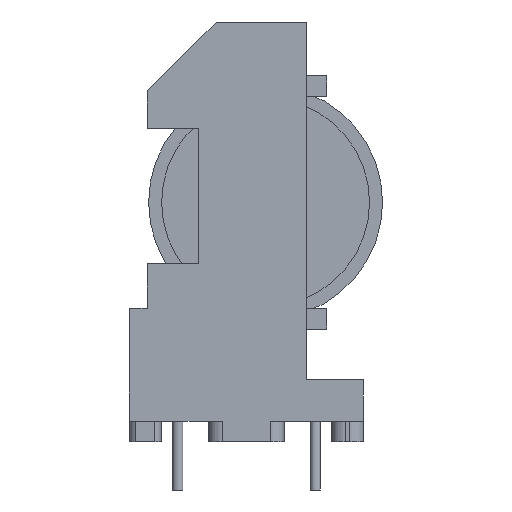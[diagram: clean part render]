
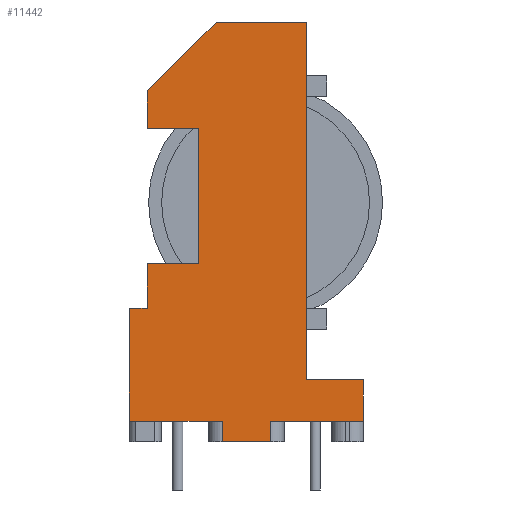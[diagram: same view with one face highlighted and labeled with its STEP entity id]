
A CAD part, left-side view. The second image highlights one B-rep face of the part: STEP entity #11442.
In plain terms, the highlighted planar face has unit normal (-1, 0, 0).
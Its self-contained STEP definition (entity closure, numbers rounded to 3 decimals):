
#1787=ORIENTED_EDGE('',*,*,#3537,.T.);
#1788=ORIENTED_EDGE('',*,*,#2657,.T.);
#1789=ORIENTED_EDGE('',*,*,#3336,.F.);
#1790=ORIENTED_EDGE('',*,*,#3538,.F.);
#1791=ORIENTED_EDGE('',*,*,#3424,.F.);
#1792=ORIENTED_EDGE('',*,*,#3407,.F.);
#1793=ORIENTED_EDGE('',*,*,#3426,.T.);
#1794=ORIENTED_EDGE('',*,*,#3539,.F.);
#1795=ORIENTED_EDGE('',*,*,#3540,.F.);
#1796=ORIENTED_EDGE('',*,*,#3485,.F.);
#1797=ORIENTED_EDGE('',*,*,#3541,.F.);
#1798=ORIENTED_EDGE('',*,*,#3542,.T.);
#1799=ORIENTED_EDGE('',*,*,#3452,.T.);
#1800=ORIENTED_EDGE('',*,*,#3543,.T.);
#1801=ORIENTED_EDGE('',*,*,#3473,.F.);
#1802=ORIENTED_EDGE('',*,*,#3466,.F.);
#1803=ORIENTED_EDGE('',*,*,#3470,.F.);
#2657=EDGE_CURVE('',#3809,#3808,#4602,.T.);
#3336=EDGE_CURVE('',#4267,#3808,#5215,.T.);
#3407=EDGE_CURVE('',#4321,#4322,#5272,.T.);
#3424=EDGE_CURVE('',#4322,#4332,#5284,.T.);
#3426=EDGE_CURVE('',#4321,#4333,#5285,.T.);
#3452=EDGE_CURVE('',#4351,#4350,#5303,.T.);
#3466=EDGE_CURVE('',#4362,#4363,#5317,.T.);
#3470=EDGE_CURVE('',#4366,#4362,#5321,.T.);
#3473=EDGE_CURVE('',#4363,#4368,#5324,.T.);
#3485=EDGE_CURVE('',#4374,#4375,#5336,.T.);
#3537=EDGE_CURVE('',#4366,#3809,#5380,.T.);
#3538=EDGE_CURVE('',#4332,#4267,#5381,.T.);
#3539=EDGE_CURVE('',#4416,#4333,#5382,.T.);
#3540=EDGE_CURVE('',#4375,#4416,#5383,.T.);
#3541=EDGE_CURVE('',#4417,#4374,#5384,.T.);
#3542=EDGE_CURVE('',#4417,#4351,#5385,.T.);
#3543=EDGE_CURVE('',#4350,#4368,#5386,.T.);
#3808=VERTEX_POINT('',#14209);
#3809=VERTEX_POINT('',#14211);
#4267=VERTEX_POINT('',#16841);
#4321=VERTEX_POINT('',#16986);
#4322=VERTEX_POINT('',#16988);
#4332=VERTEX_POINT('',#17020);
#4333=VERTEX_POINT('',#17024);
#4350=VERTEX_POINT('',#17076);
#4351=VERTEX_POINT('',#17078);
#4362=VERTEX_POINT('',#17107);
#4363=VERTEX_POINT('',#17108);
#4366=VERTEX_POINT('',#17116);
#4368=VERTEX_POINT('',#17122);
#4374=VERTEX_POINT('',#17141);
#4375=VERTEX_POINT('',#17143);
#4416=VERTEX_POINT('',#17259);
#4417=VERTEX_POINT('',#17262);
#4602=LINE('',#14210,#5551);
#5215=LINE('',#16842,#6164);
#5272=LINE('',#16987,#6221);
#5284=LINE('',#17021,#6233);
#5285=LINE('',#17025,#6234);
#5303=LINE('',#17077,#6252);
#5317=LINE('',#17106,#6266);
#5321=LINE('',#17115,#6270);
#5324=LINE('',#17121,#6273);
#5336=LINE('',#17142,#6285);
#5380=LINE('',#17256,#6329);
#5381=LINE('',#17257,#6330);
#5382=LINE('',#17258,#6331);
#5383=LINE('',#17260,#6332);
#5384=LINE('',#17261,#6333);
#5385=LINE('',#17263,#6334);
#5386=LINE('',#17264,#6335);
#5551=VECTOR('',#12150,1000.);
#6164=VECTOR('',#13227,1000.);
#6221=VECTOR('',#13352,1000.);
#6233=VECTOR('',#13386,1000.);
#6234=VECTOR('',#13391,1000.);
#6252=VECTOR('',#13443,1000.);
#6266=VECTOR('',#13465,1000.);
#6270=VECTOR('',#13471,1000.);
#6273=VECTOR('',#13476,1000.);
#6285=VECTOR('',#13492,1000.);
#6329=VECTOR('',#13594,1000.);
#6330=VECTOR('',#13595,1000.);
#6331=VECTOR('',#13596,1000.);
#6332=VECTOR('',#13597,1000.);
#6333=VECTOR('',#13598,1000.);
#6334=VECTOR('',#13599,1000.);
#6335=VECTOR('',#13600,1000.);
#6834=EDGE_LOOP('',(#1787,#1788,#1789,#1790,#1791,#1792,#1793,#1794,#1795,
#1796,#1797,#1798,#1799,#1800,#1801,#1802,#1803));
#7385=FACE_BOUND('',#6834,.T.);
#7867=PLANE('',#11907);
#11442=ADVANCED_FACE('',(#7385),#7867,.T.);
#11907=AXIS2_PLACEMENT_3D('',#17255,#13592,#13593);
#12150=DIRECTION('',(0.,1.,0.));
#13227=DIRECTION('',(0.,0.,1.));
#13352=DIRECTION('',(0.,1.,0.));
#13386=DIRECTION('',(0.,0.,1.));
#13391=DIRECTION('',(0.,0.,1.));
#13443=DIRECTION('',(0.,0.707,-0.707));
#13465=DIRECTION('',(0.,0.,1.));
#13471=DIRECTION('',(0.,-1.,0.));
#13476=DIRECTION('',(0.,1.,0.));
#13492=DIRECTION('',(0.,-1.,0.));
#13592=DIRECTION('',(-1.,0.,0.));
#13593=DIRECTION('',(0.,-1.,0.));
#13594=DIRECTION('',(0.,0.,-1.));
#13595=DIRECTION('',(0.,1.,0.));
#13596=DIRECTION('',(0.,1.,0.));
#13597=DIRECTION('',(0.,0.,-1.));
#13598=DIRECTION('',(0.,0.,-1.));
#13599=DIRECTION('',(0.,1.,0.));
#13600=DIRECTION('',(0.,0.,-1.));
#14209=CARTESIAN_POINT('',(-11.5,8.501,8.19));
#14210=CARTESIAN_POINT('',(-11.5,-8.5,8.19));
#14211=CARTESIAN_POINT('',(-11.5,7.203,8.19));
#16841=CARTESIAN_POINT('',(-11.5,8.501,0.));
#16842=CARTESIAN_POINT('',(-11.5,8.501,30.));
#16986=CARTESIAN_POINT('',(-11.5,-1.75,-1.5));
#16987=CARTESIAN_POINT('',(-11.5,-1.75,-1.5));
#16988=CARTESIAN_POINT('',(-11.5,1.75,-1.5));
#17020=CARTESIAN_POINT('',(-11.5,1.75,0.));
#17021=CARTESIAN_POINT('',(-11.5,1.75,-1.));
#17024=CARTESIAN_POINT('',(-11.5,-1.75,0.));
#17025=CARTESIAN_POINT('',(-11.5,-1.75,-1.));
#17076=CARTESIAN_POINT('',(-11.5,7.203,24.));
#17077=CARTESIAN_POINT('',(-11.5,-3.649,34.851));
#17078=CARTESIAN_POINT('',(-11.5,2.203,29.));
#17106=CARTESIAN_POINT('',(-11.5,3.456,30.));
#17107=CARTESIAN_POINT('',(-11.5,3.456,11.452));
#17108=CARTESIAN_POINT('',(-11.5,3.456,21.27));
#17115=CARTESIAN_POINT('',(-11.5,-8.5,11.452));
#17116=CARTESIAN_POINT('',(-11.5,7.203,11.452));
#17121=CARTESIAN_POINT('',(-11.5,-8.5,21.27));
#17122=CARTESIAN_POINT('',(-11.5,7.203,21.27));
#17141=CARTESIAN_POINT('',(-11.5,-4.338,3.));
#17142=CARTESIAN_POINT('',(-11.5,-2.5,3.));
#17143=CARTESIAN_POINT('',(-11.5,-8.5,3.));
#17255=CARTESIAN_POINT('',(-11.5,-8.5,30.));
#17256=CARTESIAN_POINT('',(-11.5,7.203,30.));
#17257=CARTESIAN_POINT('',(-11.5,-8.5,0.));
#17258=CARTESIAN_POINT('',(-11.5,-8.5,0.));
#17259=CARTESIAN_POINT('',(-11.5,-8.5,0.));
#17260=CARTESIAN_POINT('',(-11.5,-8.5,30.));
#17261=CARTESIAN_POINT('',(-11.5,-4.338,6.));
#17262=CARTESIAN_POINT('',(-11.5,-4.338,29.));
#17263=CARTESIAN_POINT('',(-11.5,-8.5,29.));
#17264=CARTESIAN_POINT('',(-11.5,7.203,30.));
